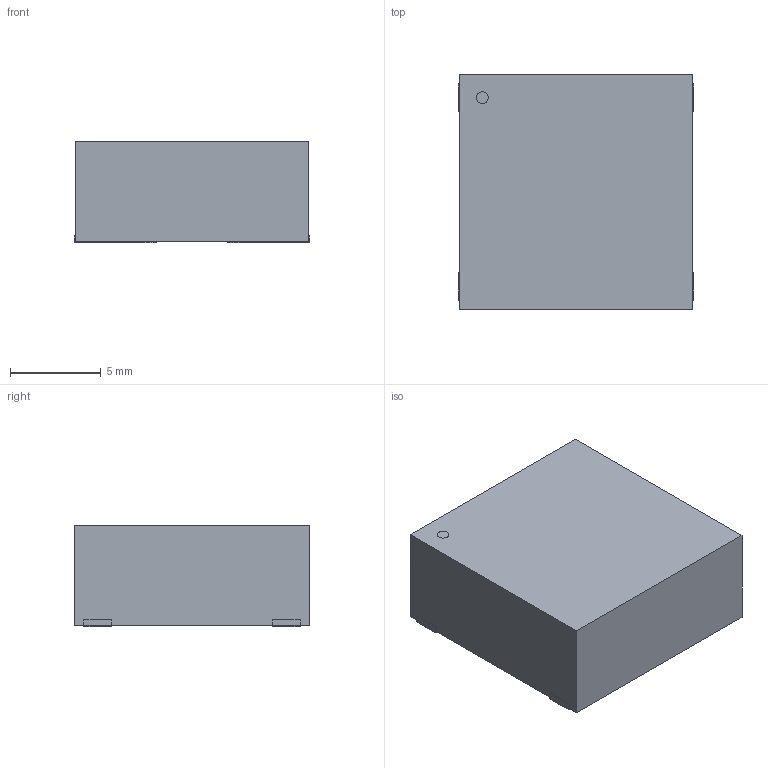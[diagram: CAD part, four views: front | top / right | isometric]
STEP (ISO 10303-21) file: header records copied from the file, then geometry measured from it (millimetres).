
FILE_DESCRIPTION(('STEP AP214'),'1');
FILE_NAME('POLECAT_PA2743NL_PUL','2024-08-19T09:49:59',(''),(''),'','','');
FILE_SCHEMA(('AUTOMOTIVE_DESIGN'));
Length unit declared in the file: millimetre
Products named in the file (1): product
Bounding box: 13 x 13 x 5.59 mm (x, y, z)
Volume: 930.6 mm3; surface area: 683 mm2
Topology: 6 solids, 6 shells, 41 faces, 87 edges, 58 vertices
Faces by surface type: plane 36, cylinder 5
Full cylindrical faces by diameter (mm): 0.645 x1
Entity records: 1213 total; most frequent: DIRECTION 182, ORIENTED_EDGE 172, CARTESIAN_POINT 111, EDGE_CURVE 86, LINE 76, VECTOR 76, VERTEX_POINT 58, AXIS2_PLACEMENT_3D 53
